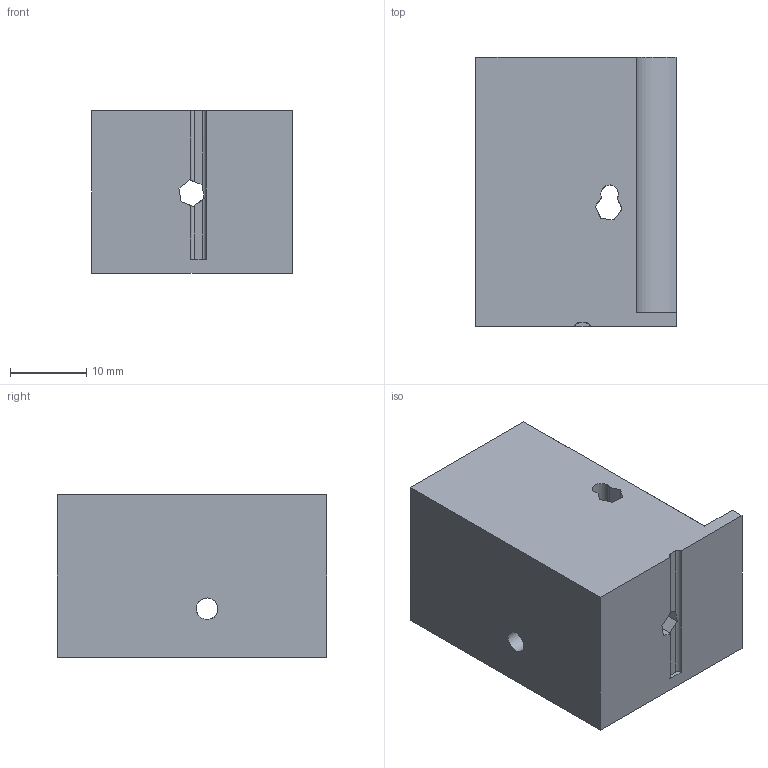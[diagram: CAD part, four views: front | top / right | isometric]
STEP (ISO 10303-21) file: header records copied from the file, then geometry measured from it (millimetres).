
FILE_DESCRIPTION(('Open CASCADE Model'),'2;1');
FILE_NAME('Open CASCADE Shape Model','2021-05-13T14:35:27',('Author'),( 'Open CASCADE'),'Open CASCADE STEP processor 7.4','Open CASCADE 7.4' ,'Unknown');
FILE_SCHEMA(('AUTOMOTIVE_DESIGN { 1 0 10303 214 1 1 1 1 }'));
Length unit declared in the file: millimetre
Products named in the file (1): Open CASCADE STEP translator 7.4 2212
Bounding box: 26.29 x 35.35 x 21.36 mm (x, y, z)
Volume: 18192.8 mm3; surface area: 5426.2 mm2
Topology: 1 solids, 1 shells, 39 faces, 116 edges, 78 vertices
Faces by surface type: plane 30, cylinder 9
Full cylindrical faces by diameter (mm): 2 x1, 2.835 x2
Entity records: 4524 total; most frequent: CARTESIAN_POINT 2236, DIRECTION 409, LINE 245, VECTOR 245, ORIENTED_EDGE 232, PCURVE 232, DEFINITIONAL_REPRESENTATION 232, EDGE_CURVE 116
